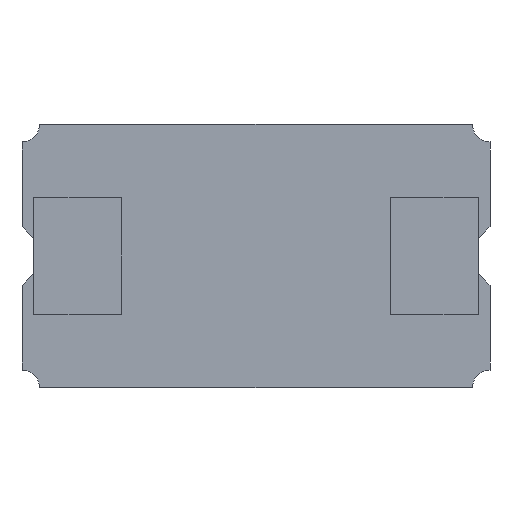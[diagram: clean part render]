
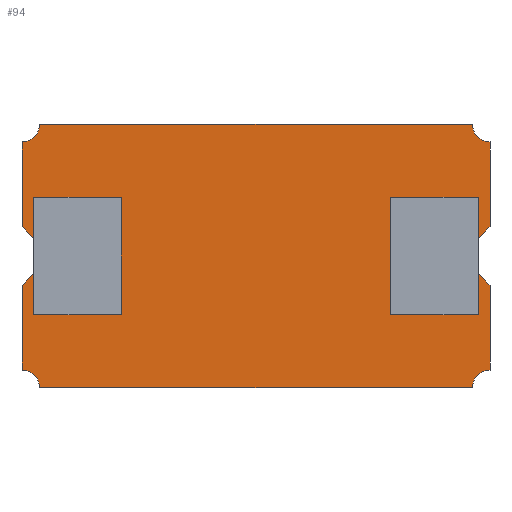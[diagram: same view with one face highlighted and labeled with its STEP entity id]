
A CAD part, front view. The second image highlights one B-rep face of the part: STEP entity #94.
In plain terms, the highlighted planar face has unit normal (0, -1, 0).
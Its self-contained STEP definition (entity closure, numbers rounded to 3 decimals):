
#9 = EDGE_CURVE ( 'NONE', #458, #251, #704, .T. ) ;
#16 = VERTEX_POINT ( 'NONE', #693 ) ;
#23 = VERTEX_POINT ( 'NONE', #682 ) ;
#25 = EDGE_CURVE ( 'NONE', #23, #16, #681, .T. ) ;
#29 = EDGE_CURVE ( 'NONE', #30, #351, #674, .T. ) ;
#30 = VERTEX_POINT ( 'NONE', #667 ) ;
#69 = ORIENTED_EDGE ( 'NONE', *, *, #70, .T. ) ;
#70 = EDGE_CURVE ( 'NONE', #23, #279, #624, .T. ) ;
#71 = ORIENTED_EDGE ( 'NONE', *, *, #278, .F. ) ;
#72 = ORIENTED_EDGE ( 'NONE', *, *, #264, .F. ) ;
#73 = ORIENTED_EDGE ( 'NONE', *, *, #268, .F. ) ;
#74 = ORIENTED_EDGE ( 'NONE', *, *, #309, .F. ) ;
#75 = ORIENTED_EDGE ( 'NONE', *, *, #464, .F. ) ;
#76 = ORIENTED_EDGE ( 'NONE', *, *, #77, .T. ) ;
#77 = EDGE_CURVE ( 'NONE', #465, #451, #620, .T. ) ;
#78 = ORIENTED_EDGE ( 'NONE', *, *, #460, .F. ) ;
#79 = ORIENTED_EDGE ( 'NONE', *, *, #9, .T. ) ;
#83 = EDGE_CURVE ( 'NONE', #351, #84, #613, .T. ) ;
#84 = VERTEX_POINT ( 'NONE', #605 ) ;
#92 = EDGE_CURVE ( 'NONE', #84, #93, #599, .T. ) ;
#93 = VERTEX_POINT ( 'NONE', #588 ) ;
#94 = ADVANCED_FACE ( 'NONE', ( #590 ), #589, .T. ) ;
#95 = EDGE_LOOP ( 'NONE', ( #96, #97, #98, #99, #100, #101, #103, #69, #71, #72, #73, #74, #75, #76, #78, #79 ) ) ;
#96 = ORIENTED_EDGE ( 'NONE', *, *, #249, .F. ) ;
#97 = ORIENTED_EDGE ( 'NONE', *, *, #125, .F. ) ;
#98 = ORIENTED_EDGE ( 'NONE', *, *, #92, .F. ) ;
#99 = ORIENTED_EDGE ( 'NONE', *, *, #83, .F. ) ;
#100 = ORIENTED_EDGE ( 'NONE', *, *, #29, .F. ) ;
#101 = ORIENTED_EDGE ( 'NONE', *, *, #102, .T. ) ;
#102 = EDGE_CURVE ( 'NONE', #30, #16, #583, .T. ) ;
#103 = ORIENTED_EDGE ( 'NONE', *, *, #25, .F. ) ;
#125 = EDGE_CURVE ( 'NONE', #93, #250, #548, .T. ) ;
#249 = EDGE_CURVE ( 'NONE', #250, #251, #958, .T. ) ;
#250 = VERTEX_POINT ( 'NONE', #954 ) ;
#251 = VERTEX_POINT ( 'NONE', #953 ) ;
#264 = EDGE_CURVE ( 'NONE', #269, #265, #1002, .T. ) ;
#265 = VERTEX_POINT ( 'NONE', #994 ) ;
#268 = EDGE_CURVE ( 'NONE', #310, #269, #1154, .T. ) ;
#269 = VERTEX_POINT ( 'NONE', #1036 ) ;
#278 = EDGE_CURVE ( 'NONE', #265, #279, #1033, .T. ) ;
#279 = VERTEX_POINT ( 'NONE', #1024 ) ;
#309 = EDGE_CURVE ( 'NONE', #466, #310, #1122, .T. ) ;
#310 = VERTEX_POINT ( 'NONE', #1117 ) ;
#351 = VERTEX_POINT ( 'NONE', #1226 ) ;
#451 = VERTEX_POINT ( 'NONE', #1553 ) ;
#458 = VERTEX_POINT ( 'NONE', #1542 ) ;
#460 = EDGE_CURVE ( 'NONE', #458, #451, #1541, .T. ) ;
#464 = EDGE_CURVE ( 'NONE', #465, #466, #1704, .T. ) ;
#465 = VERTEX_POINT ( 'NONE', #1698 ) ;
#466 = VERTEX_POINT ( 'NONE', #1697 ) ;
#539 = DIRECTION ( 'NONE',  ( 0., 0., 1. ) ) ;
#540 = DIRECTION ( 'NONE',  ( 0., -1., 0. ) ) ;
#541 = CARTESIAN_POINT ( 'NONE',  ( -4., 0.002, -2.25 ) ) ;
#542 = AXIS2_PLACEMENT_3D ( 'NONE', #541, #540, #539 ) ;
#548 = CIRCLE ( 'NONE', #542, 0.3 ) ;
#580 = DIRECTION ( 'NONE',  ( -0.707, 0., 0.707 ) ) ;
#581 = VECTOR ( 'NONE', #580, 1000. ) ;
#582 = CARTESIAN_POINT ( 'NONE',  ( 4., 0.002, -0.5 ) ) ;
#583 = LINE ( 'NONE', #582, #581 ) ;
#584 = DIRECTION ( 'NONE',  ( 0., 0., -1. ) ) ;
#585 = DIRECTION ( 'NONE',  ( 0., -1., 0. ) ) ;
#586 = CARTESIAN_POINT ( 'NONE',  ( -4., 0.002, 2.25 ) ) ;
#587 = AXIS2_PLACEMENT_3D ( 'NONE', #586, #585, #584 ) ;
#588 = CARTESIAN_POINT ( 'NONE',  ( -3.7, 0.002, -2.25 ) ) ;
#589 = PLANE ( 'NONE',  #587 ) ;
#590 = FACE_OUTER_BOUND ( 'NONE', #95, .T. ) ;
#591 = DIRECTION ( 'NONE',  ( -1., 0., 0. ) ) ;
#592 = VECTOR ( 'NONE', #591, 1000. ) ;
#593 = CARTESIAN_POINT ( 'NONE',  ( -3.7, 0.002, -2.25 ) ) ;
#599 = LINE ( 'NONE', #593, #592 ) ;
#605 = CARTESIAN_POINT ( 'NONE',  ( 3.7, 0.002, -2.25 ) ) ;
#606 = DIRECTION ( 'NONE',  ( 0., 0., -1. ) ) ;
#607 = DIRECTION ( 'NONE',  ( 0., -1., 0. ) ) ;
#608 = CARTESIAN_POINT ( 'NONE',  ( 4., 0.002, -2.25 ) ) ;
#609 = AXIS2_PLACEMENT_3D ( 'NONE', #608, #607, #606 ) ;
#613 = CIRCLE ( 'NONE', #609, 0.3 ) ;
#617 = DIRECTION ( 'NONE',  ( 0.707, 0., -0.707 ) ) ;
#618 = VECTOR ( 'NONE', #617, 1000. ) ;
#619 = CARTESIAN_POINT ( 'NONE',  ( -4., 0.002, 0.5 ) ) ;
#620 = LINE ( 'NONE', #619, #618 ) ;
#621 = DIRECTION ( 'NONE',  ( 0.707, 0., 0.707 ) ) ;
#622 = VECTOR ( 'NONE', #621, 1000. ) ;
#623 = CARTESIAN_POINT ( 'NONE',  ( 3.8, 0.002, 0.3 ) ) ;
#624 = LINE ( 'NONE', #623, #622 ) ;
#667 = CARTESIAN_POINT ( 'NONE',  ( 4., 0.002, -0.5 ) ) ;
#668 = DIRECTION ( 'NONE',  ( 0., 0., -1. ) ) ;
#669 = VECTOR ( 'NONE', #668, 1000. ) ;
#670 = CARTESIAN_POINT ( 'NONE',  ( 4., 0.002, -1.95 ) ) ;
#674 = LINE ( 'NONE', #670, #669 ) ;
#678 = DIRECTION ( 'NONE',  ( 0., 0., -1. ) ) ;
#679 = VECTOR ( 'NONE', #678, 1000. ) ;
#680 = CARTESIAN_POINT ( 'NONE',  ( 3.8, 0.002, -0.5 ) ) ;
#681 = LINE ( 'NONE', #680, #679 ) ;
#682 = CARTESIAN_POINT ( 'NONE',  ( 3.8, 0.002, 0.3 ) ) ;
#693 = CARTESIAN_POINT ( 'NONE',  ( 3.8, 0.002, -0.3 ) ) ;
#701 = DIRECTION ( 'NONE',  ( -0.707, 0., -0.707 ) ) ;
#702 = VECTOR ( 'NONE', #701, 1000. ) ;
#703 = CARTESIAN_POINT ( 'NONE',  ( -3.8, 0.002, -0.3 ) ) ;
#704 = LINE ( 'NONE', #703, #702 ) ;
#953 = CARTESIAN_POINT ( 'NONE',  ( -4., 0.002, -0.5 ) ) ;
#954 = CARTESIAN_POINT ( 'NONE',  ( -4., 0.002, -1.95 ) ) ;
#955 = DIRECTION ( 'NONE',  ( 0., 0., 1. ) ) ;
#956 = VECTOR ( 'NONE', #955, 1000. ) ;
#957 = CARTESIAN_POINT ( 'NONE',  ( -4., 0.002, -1.95 ) ) ;
#958 = LINE ( 'NONE', #957, #956 ) ;
#994 = CARTESIAN_POINT ( 'NONE',  ( 4., 0.002, 1.95 ) ) ;
#995 = DIRECTION ( 'NONE',  ( 0., 0., 1. ) ) ;
#996 = DIRECTION ( 'NONE',  ( 0., -1., 0. ) ) ;
#997 = CARTESIAN_POINT ( 'NONE',  ( 4., 0.002, 2.25 ) ) ;
#998 = AXIS2_PLACEMENT_3D ( 'NONE', #997, #996, #995 ) ;
#1002 = CIRCLE ( 'NONE', #998, 0.3 ) ;
#1024 = CARTESIAN_POINT ( 'NONE',  ( 4., 0.002, 0.5 ) ) ;
#1025 = DIRECTION ( 'NONE',  ( 0., 0., -1. ) ) ;
#1026 = VECTOR ( 'NONE', #1025, 1000. ) ;
#1027 = CARTESIAN_POINT ( 'NONE',  ( 4., 0.002, 0.5 ) ) ;
#1033 = LINE ( 'NONE', #1027, #1026 ) ;
#1036 = CARTESIAN_POINT ( 'NONE',  ( 3.7, 0.002, 2.25 ) ) ;
#1037 = DIRECTION ( 'NONE',  ( 1., 0., 0. ) ) ;
#1038 = VECTOR ( 'NONE', #1037, 1000. ) ;
#1039 = CARTESIAN_POINT ( 'NONE',  ( -3.7, 0.002, 2.25 ) ) ;
#1117 = CARTESIAN_POINT ( 'NONE',  ( -3.7, 0.002, 2.25 ) ) ;
#1118 = DIRECTION ( 'NONE',  ( 0., 0., -1. ) ) ;
#1119 = DIRECTION ( 'NONE',  ( 0., -1., 0. ) ) ;
#1120 = CARTESIAN_POINT ( 'NONE',  ( -4., 0.002, 2.25 ) ) ;
#1121 = AXIS2_PLACEMENT_3D ( 'NONE', #1120, #1119, #1118 ) ;
#1122 = CIRCLE ( 'NONE', #1121, 0.3 ) ;
#1154 = LINE ( 'NONE', #1039, #1038 ) ;
#1226 = CARTESIAN_POINT ( 'NONE',  ( 4., 0.002, -1.95 ) ) ;
#1538 = DIRECTION ( 'NONE',  ( 0., 0., 1. ) ) ;
#1539 = VECTOR ( 'NONE', #1538, 1000. ) ;
#1540 = CARTESIAN_POINT ( 'NONE',  ( -3.8, 0.002, -0.5 ) ) ;
#1541 = LINE ( 'NONE', #1540, #1539 ) ;
#1542 = CARTESIAN_POINT ( 'NONE',  ( -3.8, 0.002, -0.3 ) ) ;
#1553 = CARTESIAN_POINT ( 'NONE',  ( -3.8, 0.002, 0.3 ) ) ;
#1697 = CARTESIAN_POINT ( 'NONE',  ( -4., 0.002, 1.95 ) ) ;
#1698 = CARTESIAN_POINT ( 'NONE',  ( -4., 0.002, 0.5 ) ) ;
#1699 = DIRECTION ( 'NONE',  ( 0., 0., 1. ) ) ;
#1700 = VECTOR ( 'NONE', #1699, 1000. ) ;
#1701 = CARTESIAN_POINT ( 'NONE',  ( -4., 0.002, 0.5 ) ) ;
#1704 = LINE ( 'NONE', #1701, #1700 ) ;
